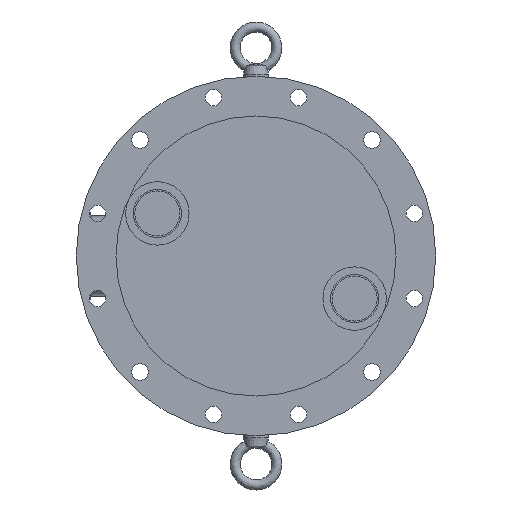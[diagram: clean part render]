
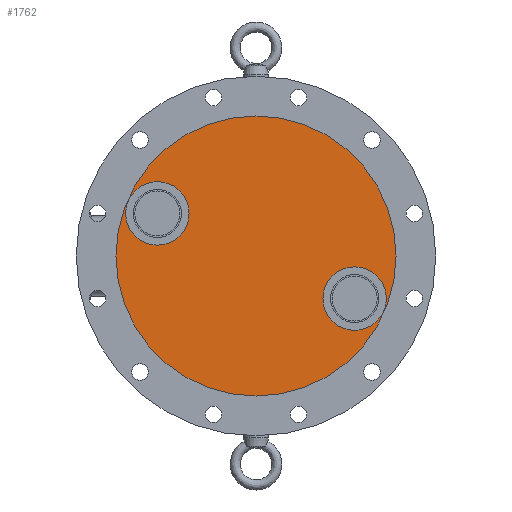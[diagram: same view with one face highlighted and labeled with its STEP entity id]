
A CAD part, left-side view. The second image highlights one B-rep face of the part: STEP entity #1762.
In plain terms, the highlighted planar face has unit normal (-1, 0, 0).
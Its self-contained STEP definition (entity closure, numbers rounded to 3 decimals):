
#44=FACE_BOUND('',#350,.T.);
#45=FACE_BOUND('',#351,.T.);
#157=PLANE('',#1891);
#248=FACE_OUTER_BOUND('',#349,.T.);
#349=EDGE_LOOP('',(#1275));
#350=EDGE_LOOP('',(#1276));
#351=EDGE_LOOP('',(#1277));
#713=CIRCLE('',#1890,19.05);
#714=CIRCLE('',#1892,111.);
#715=CIRCLE('',#1893,19.05);
#857=VERTEX_POINT('',#2703);
#858=VERTEX_POINT('',#2707);
#859=VERTEX_POINT('',#2709);
#1021=EDGE_CURVE('',#857,#857,#713,.T.);
#1022=EDGE_CURVE('',#858,#858,#714,.T.);
#1023=EDGE_CURVE('',#859,#859,#715,.T.);
#1275=ORIENTED_EDGE('',*,*,#1022,.F.);
#1276=ORIENTED_EDGE('',*,*,#1023,.T.);
#1277=ORIENTED_EDGE('',*,*,#1021,.T.);
#1762=ADVANCED_FACE('',(#248,#44,#45),#157,.T.);
#1890=AXIS2_PLACEMENT_3D('',#2705,#2148,#2149);
#1891=AXIS2_PLACEMENT_3D('',#2706,#2150,#2151);
#1892=AXIS2_PLACEMENT_3D('',#2708,#2152,#2153);
#1893=AXIS2_PLACEMENT_3D('',#2710,#2154,#2155);
#2148=DIRECTION('center_axis',(1.,0.,0.));
#2149=DIRECTION('ref_axis',(0.,-1.,0.));
#2150=DIRECTION('center_axis',(-1.,0.,0.));
#2151=DIRECTION('ref_axis',(0.,0.,1.));
#2152=DIRECTION('center_axis',(1.,0.,0.));
#2153=DIRECTION('ref_axis',(0.,0.,-1.));
#2154=DIRECTION('center_axis',(1.,0.,0.));
#2155=DIRECTION('ref_axis',(0.,1.,0.));
#2703=CARTESIAN_POINT('',(319.,97.25,33.75));
#2705=CARTESIAN_POINT('Origin',(319.,78.2,33.75));
#2706=CARTESIAN_POINT('Origin',(319.,111.,0.));
#2707=CARTESIAN_POINT('',(319.,-111.,0.));
#2708=CARTESIAN_POINT('Origin',(319.,0.,
0.));
#2709=CARTESIAN_POINT('',(319.,-97.25,-33.75));
#2710=CARTESIAN_POINT('Origin',(319.,-78.2,-33.75));
